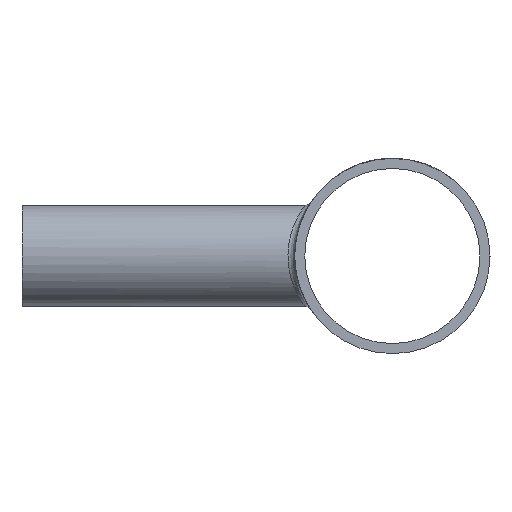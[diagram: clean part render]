
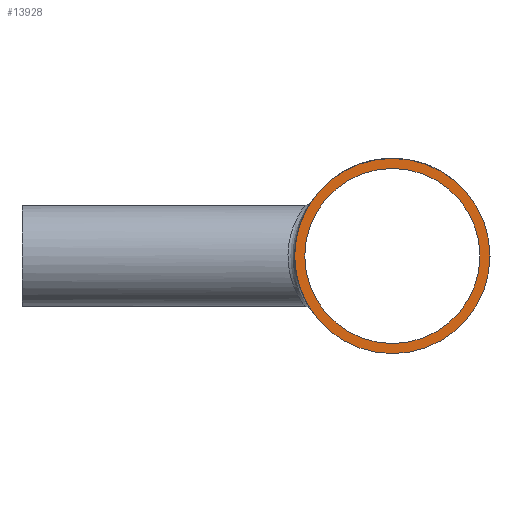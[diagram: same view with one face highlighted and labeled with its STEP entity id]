
A CAD part, left-side view. The second image highlights one B-rep face of the part: STEP entity #13928.
In plain terms, the highlighted planar face has unit normal (-1, 0, 0).
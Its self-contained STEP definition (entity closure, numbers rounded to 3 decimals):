
#346 = CARTESIAN_POINT ( 'NONE',  ( -55., 0., 0. ) ) ;
#726 = VERTEX_POINT ( 'NONE', #4651 ) ;
#1067 = FACE_OUTER_BOUND ( 'NONE', #11699, .T. ) ;
#3111 = VERTEX_POINT ( 'NONE', #12147 ) ;
#3438 = DIRECTION ( 'NONE',  ( -1., 0., 0. ) ) ;
#3813 = EDGE_LOOP ( 'NONE', ( #10833 ) ) ;
#4346 = AXIS2_PLACEMENT_3D ( 'NONE', #6303, #10207, #4984 ) ;
#4651 = CARTESIAN_POINT ( 'NONE',  ( -55., 0., 14.5 ) ) ;
#4795 = CARTESIAN_POINT ( 'NONE',  ( -55., 0., 0. ) ) ;
#4918 = EDGE_CURVE ( 'NONE', #3111, #3111, #5066, .T. ) ;
#4984 = DIRECTION ( 'NONE',  ( 0., 0., 1. ) ) ;
#5066 = CIRCLE ( 'NONE', #6738, 13. ) ;
#5952 = DIRECTION ( 'NONE',  ( 0., 0., 1. ) ) ;
#5999 = CIRCLE ( 'NONE', #16793, 14.5 ) ;
#6303 = CARTESIAN_POINT ( 'NONE',  ( -55., 0., 0. ) ) ;
#6738 = AXIS2_PLACEMENT_3D ( 'NONE', #4795, #3438, #5952 ) ;
#8236 = ORIENTED_EDGE ( 'NONE', *, *, #10563, .T. ) ;
#9104 = PLANE ( 'NONE',  #4346 ) ;
#9312 = DIRECTION ( 'NONE',  ( -1., 0., 0. ) ) ;
#10207 = DIRECTION ( 'NONE',  ( -1., 0., 0. ) ) ;
#10286 = FACE_BOUND ( 'NONE', #3813, .T. ) ;
#10563 = EDGE_CURVE ( 'NONE', #726, #726, #5999, .T. ) ;
#10760 = DIRECTION ( 'NONE',  ( 0., 0., 1. ) ) ;
#10833 = ORIENTED_EDGE ( 'NONE', *, *, #4918, .F. ) ;
#11699 = EDGE_LOOP ( 'NONE', ( #8236 ) ) ;
#12147 = CARTESIAN_POINT ( 'NONE',  ( -55., 0., 13. ) ) ;
#13928 = ADVANCED_FACE ( 'NONE', ( #10286, #1067 ), #9104, .T. ) ;
#16793 = AXIS2_PLACEMENT_3D ( 'NONE', #346, #9312, #10760 ) ;
